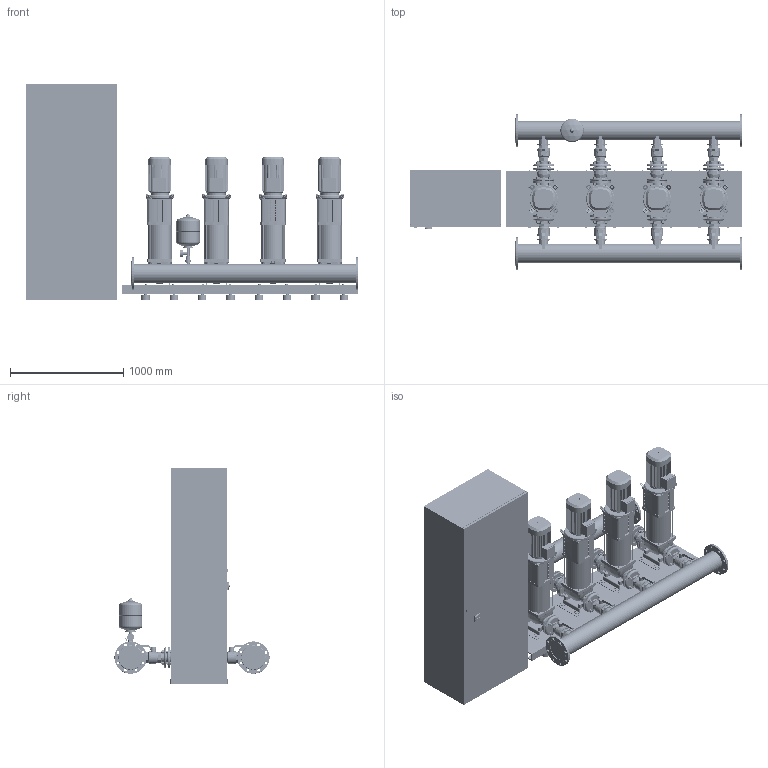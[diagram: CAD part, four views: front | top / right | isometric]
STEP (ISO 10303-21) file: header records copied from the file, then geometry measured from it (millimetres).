
FILE_DESCRIPTION((''),'2;1');
FILE_NAME('3d_COR-4HELIXV3603_1_K_CC-01-2530641.stp','2016-01-22T13:33:48',(''),(''),'Mechanical Desktop 2009','Mechanical Desktop 2009',', , ');
FILE_SCHEMA(('CONFIG_CONTROL_DESIGN'));
Length unit declared in the file: millimetre
Products named in the file (1): Product
Bounding box: 2930 x 1369 x 1900 mm (x, y, z)
Volume: 1052353462.3 mm3; surface area: 24449415.5 mm2
Topology: 239 solids, 239 shells, 7898 faces, 20381 edges, 13249 vertices
Faces by surface type: bspline 3112, plane 2800, cylinder 1488, cone 272, torus 224, sphere 2
Entity records: 276702 total; most frequent: CARTESIAN_POINT 87975, ORIENTED_EDGE 40682, DIRECTION 35865, EDGE_CURVE 20341, VERTEX_POINT 13236, VECTOR 12591, LINE 12591, AXIS2_PLACEMENT_3D 11637
